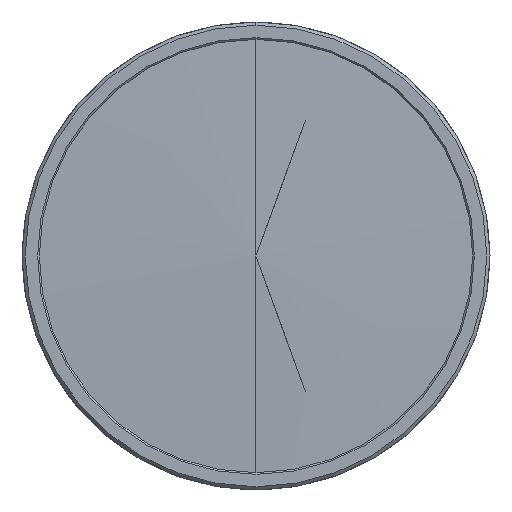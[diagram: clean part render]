
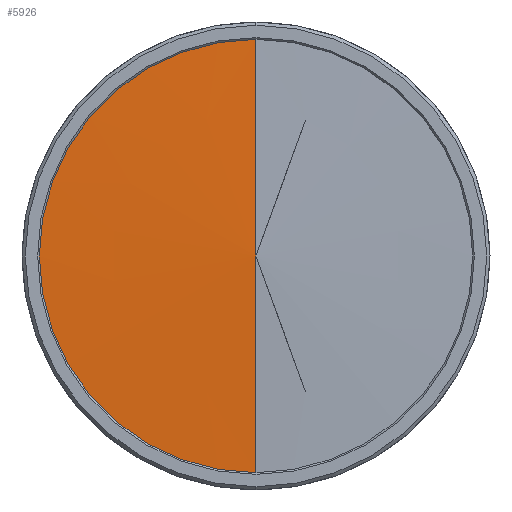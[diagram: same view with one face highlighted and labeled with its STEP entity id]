
A CAD part, left-side view. The second image highlights one B-rep face of the part: STEP entity #5926.
In plain terms, the highlighted conical face has half-angle 88.297 degrees and reference radius 68.218 mm.
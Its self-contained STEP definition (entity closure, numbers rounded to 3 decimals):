
#144 = DIRECTION ( 'NONE',  ( 0., 0., -1. ) ) ;
#729 = CONICAL_SURFACE ( 'NONE', #1593, 68.218, 1.541 ) ;
#888 = CARTESIAN_POINT ( 'NONE',  ( 1.955, 0., 0. ) ) ;
#1012 = VERTEX_POINT ( 'NONE', #9270 ) ;
#1312 = ORIENTED_EDGE ( 'NONE', *, *, #5388, .F. ) ;
#1593 = AXIS2_PLACEMENT_3D ( 'NONE', #4652, #6764, #3991 ) ;
#1655 = CIRCLE ( 'NONE', #2902, 65.75 ) ;
#2030 = EDGE_CURVE ( 'NONE', #2746, #2626, #3871, .T. ) ;
#2626 = VERTEX_POINT ( 'NONE', #2784 ) ;
#2746 = VERTEX_POINT ( 'NONE', #5656 ) ;
#2784 = CARTESIAN_POINT ( 'NONE',  ( 1.955, 65.75, 0. ) ) ;
#2896 = ORIENTED_EDGE ( 'NONE', *, *, #2030, .F. ) ;
#2902 = AXIS2_PLACEMENT_3D ( 'NONE', #888, #7921, #6544 ) ;
#3121 = ORIENTED_EDGE ( 'NONE', *, *, #7331, .F. ) ;
#3605 = ORIENTED_EDGE ( 'NONE', *, *, #6047, .T. ) ;
#3871 = CIRCLE ( 'NONE', #7265, 65.75 ) ;
#3991 = DIRECTION ( 'NONE',  ( 0., 0., -1. ) ) ;
#4394 = DIRECTION ( 'NONE',  ( 1., 0., 0. ) ) ;
#4652 = CARTESIAN_POINT ( 'NONE',  ( 2.028, 0., 0. ) ) ;
#5021 = EDGE_LOOP ( 'NONE', ( #3121, #3605, #1312, #2896 ) ) ;
#5384 = LINE ( 'NONE', #5530, #8989 ) ;
#5388 = EDGE_CURVE ( 'NONE', #2626, #1012, #1655, .T. ) ;
#5530 = CARTESIAN_POINT ( 'NONE',  ( 2.028, 0., -68.218 ) ) ;
#5651 = VERTEX_POINT ( 'NONE', #7680 ) ;
#5656 = CARTESIAN_POINT ( 'NONE',  ( 1.955, 0., -65.75 ) ) ;
#5926 = ADVANCED_FACE ( 'NONE', ( #6530 ), #729, .T. ) ;
#6047 = EDGE_CURVE ( 'NONE', #5651, #1012, #8314, .T. ) ;
#6530 = FACE_OUTER_BOUND ( 'NONE', #5021, .T. ) ;
#6544 = DIRECTION ( 'NONE',  ( 0., 0., -1. ) ) ;
#6553 = CARTESIAN_POINT ( 'NONE',  ( 1.955, 0., 0. ) ) ;
#6764 = DIRECTION ( 'NONE',  ( 1., 0., 0. ) ) ;
#7265 = AXIS2_PLACEMENT_3D ( 'NONE', #6553, #4394, #144 ) ;
#7331 = EDGE_CURVE ( 'NONE', #5651, #2746, #5384, .T. ) ;
#7680 = CARTESIAN_POINT ( 'NONE',  ( 0., 0., 0. ) ) ;
#7682 = CARTESIAN_POINT ( 'NONE',  ( 2.028, 0., 68.218 ) ) ;
#7921 = DIRECTION ( 'NONE',  ( 1., 0., 0. ) ) ;
#8314 = LINE ( 'NONE', #7682, #8667 ) ;
#8520 = DIRECTION ( 'NONE',  ( 0.03, 0., 1. ) ) ;
#8667 = VECTOR ( 'NONE', #8520, 1000. ) ;
#8989 = VECTOR ( 'NONE', #9025, 1000. ) ;
#9025 = DIRECTION ( 'NONE',  ( 0.03, 0., -1. ) ) ;
#9270 = CARTESIAN_POINT ( 'NONE',  ( 1.955, 0., 65.75 ) ) ;
